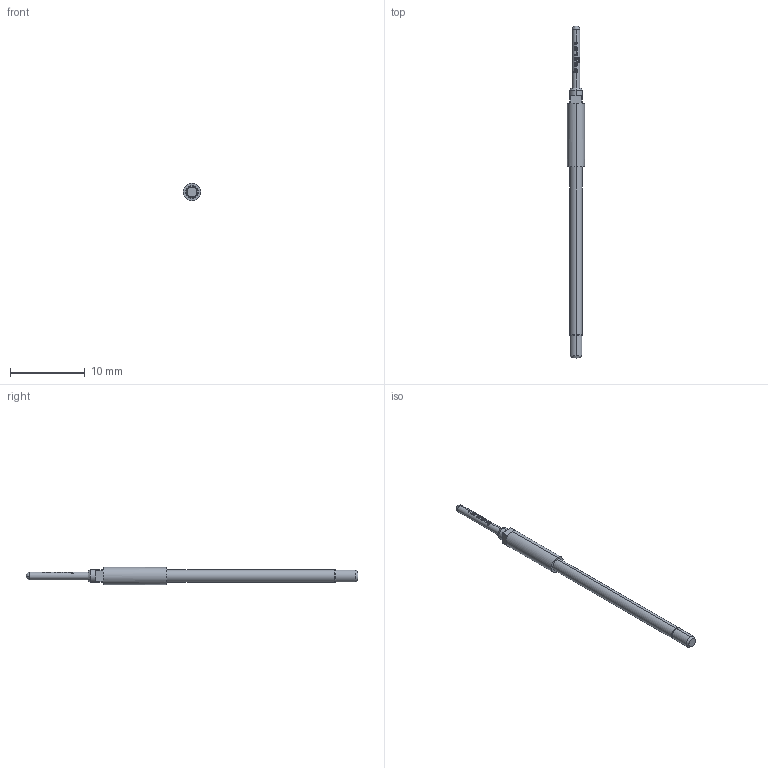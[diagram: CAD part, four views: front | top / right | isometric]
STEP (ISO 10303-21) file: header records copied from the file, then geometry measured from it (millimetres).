
FILE_DESCRIPTION (( 'STEP AP203' ), '1' );
FILE_NAME ('INGUN_GKS-112_305_100_X_xx10_M_0.STEP', '2016-11-17T13:56:49', ( '' ), ( '' ), 'SwSTEP 2.0', 'SolidWorks 2016', '' );
FILE_SCHEMA (( 'CONFIG_CONTROL_DESIGN' ));
Length unit declared in the file: millimetre
Products named in the file (1): INGUN_GKS-112_305_100_X_xx10_M_0
Bounding box: 2.3 x 44.3 x 2.3 mm (x, y, z)
Volume: 100.7 mm3; surface area: 237.8 mm2
Topology: 1 solids, 1 shells, 105 faces, 290 edges, 186 vertices
Faces by surface type: plane 55, bspline 26, cylinder 20, cone 4
Entity records: 4447 total; most frequent: CARTESIAN_POINT 1797, ORIENTED_EDGE 572, DIRECTION 497, EDGE_CURVE 286, VERTEX_POINT 186, AXIS2_PLACEMENT_3D 177, VECTOR 143, LINE 143
